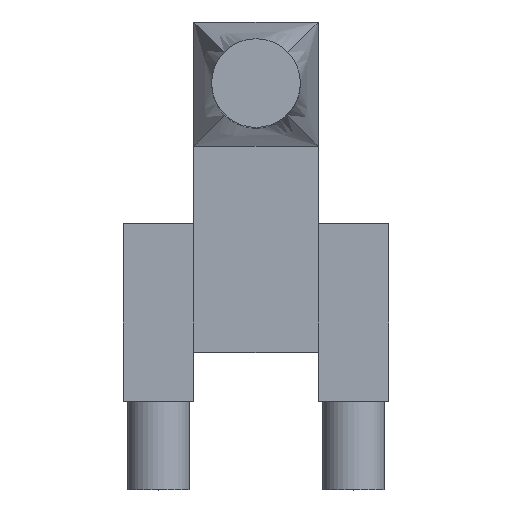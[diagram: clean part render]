
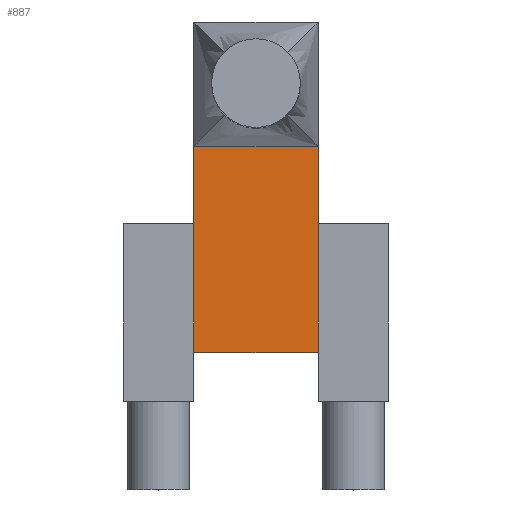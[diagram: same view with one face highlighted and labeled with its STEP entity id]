
A CAD part, top view. The second image highlights one B-rep face of the part: STEP entity #887.
In plain terms, the highlighted planar face has unit normal (0, 0, 1).
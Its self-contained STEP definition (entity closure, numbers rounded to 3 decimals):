
#19 = PLANE ( 'NONE',  #981 ) ;
#28 = DIRECTION ( 'NONE',  ( 0., 0., 1. ) ) ;
#73 = DIRECTION ( 'NONE',  ( 1., 0., 0. ) ) ;
#74 = CARTESIAN_POINT ( 'NONE',  ( 0., 0., 2.04 ) ) ;
#89 = CARTESIAN_POINT ( 'NONE',  ( 1.778, 1.175, 2.04 ) ) ;
#95 = CARTESIAN_POINT ( 'NONE',  ( -1.778, -4.731, 2.04 ) ) ;
#103 = CARTESIAN_POINT ( 'NONE',  ( 1.778, -1.048, 2.04 ) ) ;
#120 = CARTESIAN_POINT ( 'NONE',  ( 1.778, -4.731, 2.04 ) ) ;
#127 = CARTESIAN_POINT ( 'NONE',  ( -1.778, 1.175, 2.04 ) ) ;
#129 = CARTESIAN_POINT ( 'NONE',  ( -1.778, -1.048, 2.04 ) ) ;
#243 = DIRECTION ( 'NONE',  ( 1., 0., 0. ) ) ;
#244 = CARTESIAN_POINT ( 'NONE',  ( -1.778, 4.731, 2.04 ) ) ;
#245 = DIRECTION ( 'NONE',  ( 0., -1., 0. ) ) ;
#247 = CARTESIAN_POINT ( 'NONE',  ( -1.778, 1.175, 2.04 ) ) ;
#259 = DIRECTION ( 'NONE',  ( 0., 1., 0. ) ) ;
#263 = CARTESIAN_POINT ( 'NONE',  ( 1.778, 4.731, 2.04 ) ) ;
#270 = DIRECTION ( 'NONE',  ( 1., 0., 0. ) ) ;
#275 = CARTESIAN_POINT ( 'NONE',  ( -1.778, -4.731, 2.04 ) ) ;
#294 = DIRECTION ( 'NONE',  ( 0., -1., 0. ) ) ;
#297 = CARTESIAN_POINT ( 'NONE',  ( 1.778, 4.731, 2.04 ) ) ;
#298 = DIRECTION ( 'NONE',  ( 0., 1., 0. ) ) ;
#299 = CARTESIAN_POINT ( 'NONE',  ( -1.778, 4.731, 2.04 ) ) ;
#440 = ORIENTED_EDGE ( 'NONE', *, *, #920, .F. ) ;
#443 = ORIENTED_EDGE ( 'NONE', *, *, #1006, .T. ) ;
#481 = ORIENTED_EDGE ( 'NONE', *, *, #918, .T. ) ;
#483 = ORIENTED_EDGE ( 'NONE', *, *, #997, .T. ) ;
#484 = ORIENTED_EDGE ( 'NONE', *, *, #1008, .T. ) ;
#485 = ORIENTED_EDGE ( 'NONE', *, *, #992, .T. ) ;
#526 = EDGE_LOOP ( 'NONE', ( #443, #440, #481, #484, #483, #485 ) ) ;
#575 = VECTOR ( 'NONE', #294, 1000. ) ;
#578 = VECTOR ( 'NONE', #298, 1000. ) ;
#581 = LINE ( 'NONE', #297, #578 ) ;
#583 = LINE ( 'NONE', #299, #575 ) ;
#595 = VECTOR ( 'NONE', #270, 1000. ) ;
#597 = LINE ( 'NONE', #275, #595 ) ;
#603 = VECTOR ( 'NONE', #259, 1000. ) ;
#606 = LINE ( 'NONE', #263, #603 ) ;
#617 = VECTOR ( 'NONE', #243, 1000. ) ;
#620 = LINE ( 'NONE', #244, #624 ) ;
#622 = LINE ( 'NONE', #247, #617 ) ;
#624 = VECTOR ( 'NONE', #245, 1000. ) ;
#662 = FACE_OUTER_BOUND ( 'NONE', #526, .T. ) ;
#757 = VERTEX_POINT ( 'NONE', #129 ) ;
#767 = VERTEX_POINT ( 'NONE', #103 ) ;
#768 = VERTEX_POINT ( 'NONE', #120 ) ;
#773 = VERTEX_POINT ( 'NONE', #95 ) ;
#774 = VERTEX_POINT ( 'NONE', #89 ) ;
#786 = VERTEX_POINT ( 'NONE', #127 ) ;
#887 = ADVANCED_FACE ( 'NONE', ( #662 ), #19, .T. ) ;
#918 = EDGE_CURVE ( 'NONE', #786, #757, #620, .T. ) ;
#920 = EDGE_CURVE ( 'NONE', #786, #774, #622, .T. ) ;
#981 = AXIS2_PLACEMENT_3D ( 'NONE', #74, #28, #73 ) ;
#992 = EDGE_CURVE ( 'NONE', #768, #767, #606, .T. ) ;
#997 = EDGE_CURVE ( 'NONE', #773, #768, #597, .T. ) ;
#1006 = EDGE_CURVE ( 'NONE', #767, #774, #581, .T. ) ;
#1008 = EDGE_CURVE ( 'NONE', #757, #773, #583, .T. ) ;
